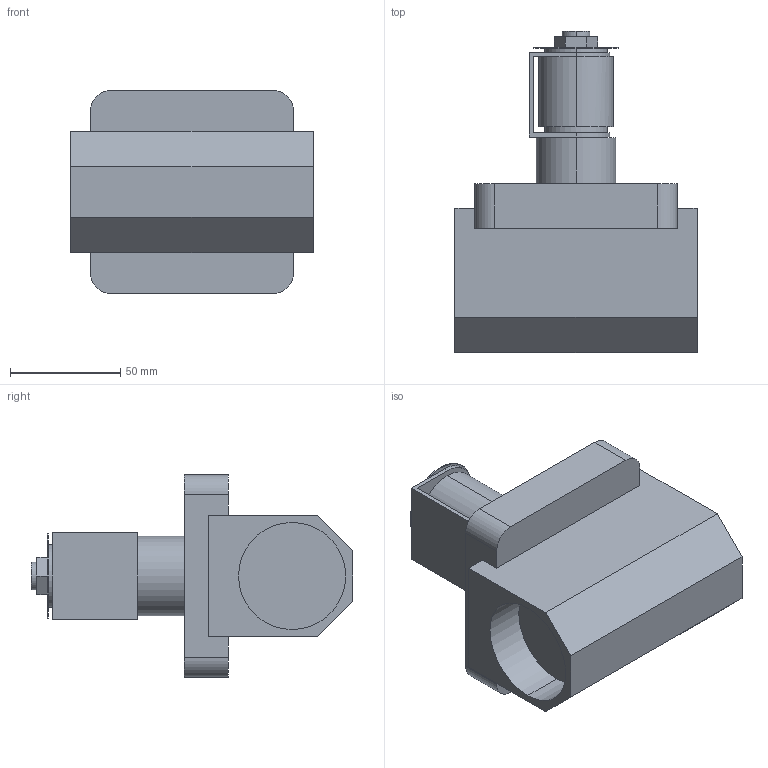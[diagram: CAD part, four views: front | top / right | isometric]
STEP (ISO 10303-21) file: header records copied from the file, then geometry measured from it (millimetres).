
FILE_DESCRIPTION (( 'STEP AP214' ), '1' );
FILE_NAME ('YS211P-H.STEP', '2025-09-08T06:20:44', ( '' ), ( '' ), 'SwSTEP 2.0', 'SolidWorks 2024', '' );
FILE_SCHEMA (( 'AUTOMOTIVE_DESIGN' ));
Length unit declared in the file: millimetre
Products named in the file (3): ZS211_6H; AS301P; YS211P-H
Assembly tree (2 placements, depth 2):
  YS211P-H
    ZS211_6H
    AS301P
Bounding box: 110 x 145.88 x 92 mm (x, y, z)
Volume: 485098 mm3; surface area: 64110 mm2
Topology: 2 solids, 2 shells, 71 faces, 172 edges, 114 vertices
Faces by surface type: plane 43, cylinder 28
Entity records: 2182 total; most frequent: DIRECTION 384, CARTESIAN_POINT 362, ORIENTED_EDGE 344, EDGE_CURVE 172, AXIS2_PLACEMENT_3D 136, VERTEX_POINT 114, LINE 112, VECTOR 112
